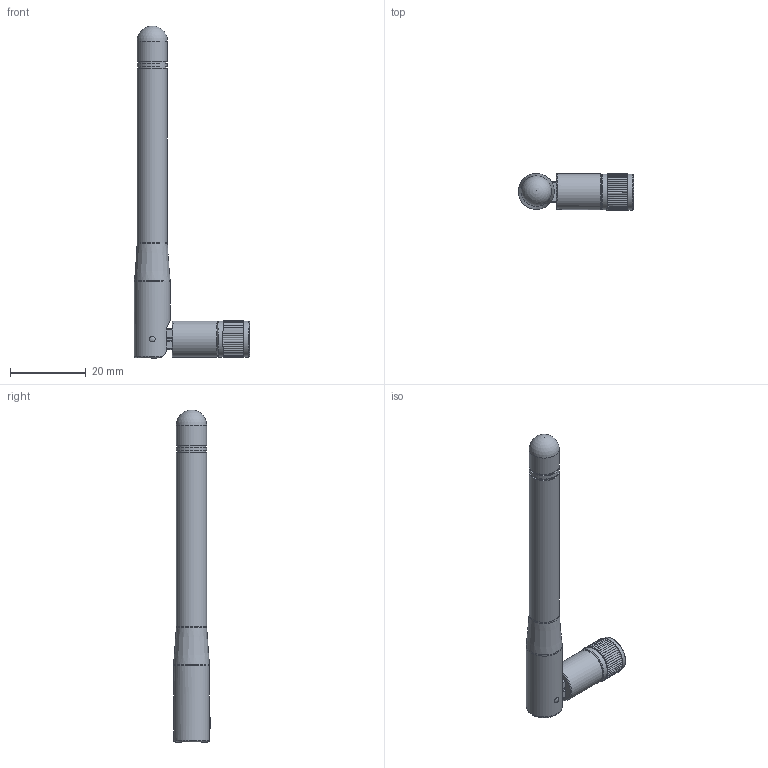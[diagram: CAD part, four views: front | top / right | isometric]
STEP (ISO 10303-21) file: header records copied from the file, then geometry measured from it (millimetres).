
FILE_DESCRIPTION(/* description */ (''),/* implementation_level */ '2;1');
FILE_NAME(/* name */ '46a2210e-c775-4050-b242-8db8cd57508d.stp',/* time_stamp */ '2019-01-30T12:08:59+00:00',/* author */ (''),/* organization */ (''),/* preprocessor_version */ 'ST-DEVELOPER v17.2',/* originating_system */ 'Autodesk Translation Framework v7.6.0.251',/* authorisation */ '');
FILE_SCHEMA (('AUTOMOTIVE_DESIGN { 1 0 10303 214 3 1 1 }'));
Length unit declared in the file: millimetre
Products named in the file (9): 2,4 GHz antenna; Antenna_Dfaut; Bottom_Radio_Antenna_Dfaut; Top_Radio_Antenna_Dfaut; Screw_Radio_Antenna_Dfaut; Insert_Radio_Antenna_Dfaut; Pin_Radio_Antenna_Dfaut; Wire_Top_Radio_Antenna_Dfaut; Wire_Radio_Antenna_Dfaut
Assembly tree (9 placements, depth 3):
  2,4 GHz antenna
    Antenna_Dfaut
      Bottom_Radio_Antenna_Dfaut
      Top_Radio_Antenna_Dfaut
      Screw_Radio_Antenna_Dfaut
      Insert_Radio_Antenna_Dfaut
      Pin_Radio_Antenna_Dfaut  x2
      Wire_Top_Radio_Antenna_Dfaut
      Wire_Radio_Antenna_Dfaut
Bounding box: 30.53 x 10.04 x 87.9 mm (x, y, z)
Volume: 6136.9 mm3; surface area: 5651.4 mm2
Topology: 8 solids, 8 shells, 289 faces, 687 edges, 470 vertices
Faces by surface type: plane 155, cylinder 114, torus 11, bspline 4, sphere 3, cone 2
Full cylindrical faces by diameter (mm): 0.9 x2, 1.5 x6, 2 x4, 4 x3, 5.134 x3, 6 x3, 7.5 x6, 8 x3, 8.5 x2, 9.5 x3
Entity records: 10014 total; most frequent: CARTESIAN_POINT 2727, DIRECTION 1624, ORIENTED_EDGE 1360, AXIS2_PLACEMENT_3D 693, EDGE_CURVE 680, VERTEX_POINT 466, CIRCLE 390, EDGE_LOOP 358
